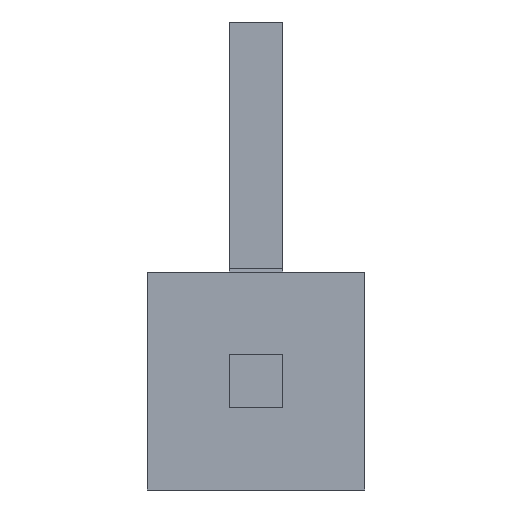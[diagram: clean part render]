
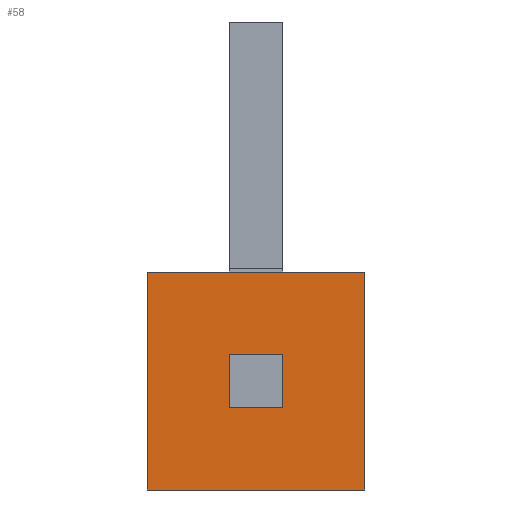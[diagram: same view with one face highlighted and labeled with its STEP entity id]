
A CAD part, front view. The second image highlights one B-rep face of the part: STEP entity #58.
In plain terms, the highlighted planar face has unit normal (0, -1, 0).
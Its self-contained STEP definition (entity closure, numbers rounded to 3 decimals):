
#58=ADVANCED_FACE('',(#256,#258),#260,.T.);
#256=FACE_BOUND('',#257,.T.);
#257=EDGE_LOOP('',(#418,#419,#420,#421));
#258=FACE_BOUND('',#259,.T.);
#259=EDGE_LOOP('',(#422,#423,#424,#425));
#260=PLANE('',#261);
#261=AXIS2_PLACEMENT_3D('',#262,#263,#264);
#262=CARTESIAN_POINT('',(0.,-7.35,-8.));
#263=DIRECTION('',(0.,-1.,0.));
#264=DIRECTION('',(0.,0.,1.));
#418=ORIENTED_EDGE('',*,*,#518,.T.);
#419=ORIENTED_EDGE('',*,*,#519,.T.);
#420=ORIENTED_EDGE('',*,*,#520,.T.);
#421=ORIENTED_EDGE('',*,*,#521,.F.);
#422=ORIENTED_EDGE('',*,*,#522,.F.);
#423=ORIENTED_EDGE('',*,*,#523,.T.);
#424=ORIENTED_EDGE('',*,*,#524,.T.);
#425=ORIENTED_EDGE('',*,*,#525,.F.);
#518=EDGE_CURVE('',#568,#569,#570,.F.);
#519=EDGE_CURVE('',#569,#571,#572,.T.);
#520=EDGE_CURVE('',#571,#573,#574,.T.);
#521=EDGE_CURVE('',#568,#573,#575,.T.);
#522=EDGE_CURVE('',#576,#577,#578,.T.);
#523=EDGE_CURVE('',#576,#579,#580,.T.);
#524=EDGE_CURVE('',#579,#581,#582,.T.);
#525=EDGE_CURVE('',#577,#581,#583,.T.);
#568=VERTEX_POINT('',#652);
#569=VERTEX_POINT('',#653);
#570=LINE('',#654,#655);
#571=VERTEX_POINT('',#657);
#572=LINE('',#658,#659);
#573=VERTEX_POINT('',#661);
#574=LINE('',#662,#663);
#575=LINE('',#665,#666);
#576=VERTEX_POINT('',#668);
#577=VERTEX_POINT('',#669);
#578=LINE('',#670,#671);
#579=VERTEX_POINT('',#673);
#580=LINE('',#674,#675);
#581=VERTEX_POINT('',#677);
#582=LINE('',#678,#679);
#583=LINE('',#681,#682);
#652=CARTESIAN_POINT('',(-2.54,-7.35,-5.46));
#653=CARTESIAN_POINT('',(0.,-7.35,-5.46));
#654=CARTESIAN_POINT('',(0.,-7.35,-5.46));
#655=VECTOR('',#656,1.);
#656=DIRECTION('',(-1.,0.,0.));
#657=CARTESIAN_POINT('',(0.,-7.35,-2.92));
#658=CARTESIAN_POINT('',(0.,-7.35,-5.46));
#659=VECTOR('',#660,1.);
#660=DIRECTION('',(0.,0.,1.));
#661=CARTESIAN_POINT('',(-2.54,-7.35,-2.92));
#662=CARTESIAN_POINT('',(0.,-7.35,-2.92));
#663=VECTOR('',#664,1.);
#664=DIRECTION('',(-1.,0.,0.));
#665=CARTESIAN_POINT('',(-2.54,-7.35,-5.46));
#666=VECTOR('',#667,1.);
#667=DIRECTION('',(0.,0.,1.));
#668=CARTESIAN_POINT('',(-0.96,-7.35,-3.88));
#669=CARTESIAN_POINT('',(-1.58,-7.35,-3.88));
#670=CARTESIAN_POINT('',(-0.96,-7.35,-3.88));
#671=VECTOR('',#672,1.);
#672=DIRECTION('',(-1.,0.,0.));
#673=CARTESIAN_POINT('',(-0.96,-7.35,-4.5));
#674=CARTESIAN_POINT('',(-0.96,-7.35,-3.88));
#675=VECTOR('',#676,1.);
#676=DIRECTION('',(0.,0.,-1.));
#677=CARTESIAN_POINT('',(-1.58,-7.35,-4.5));
#678=CARTESIAN_POINT('',(-0.96,-7.35,-4.5));
#679=VECTOR('',#680,1.);
#680=DIRECTION('',(-1.,0.,0.));
#681=CARTESIAN_POINT('',(-1.58,-7.35,-3.88));
#682=VECTOR('',#683,1.);
#683=DIRECTION('',(0.,0.,-1.));
